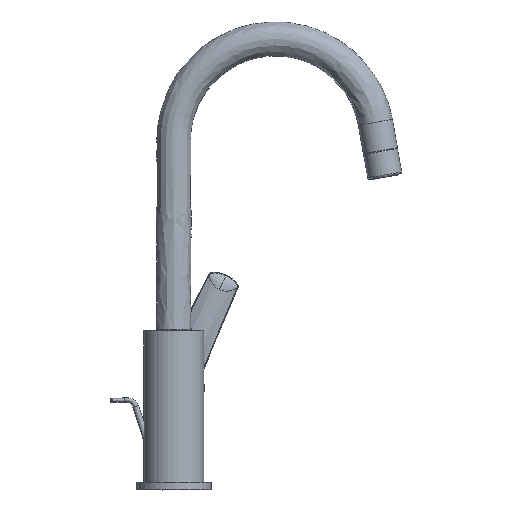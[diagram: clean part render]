
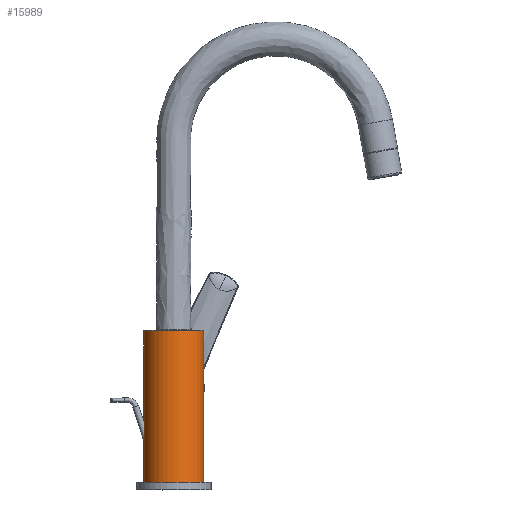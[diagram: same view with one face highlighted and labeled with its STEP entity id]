
A CAD part, front view. The second image highlights one B-rep face of the part: STEP entity #15989.
In plain terms, the highlighted cylindrical face has radius 20 mm (diameter 40 mm), a full revolution.
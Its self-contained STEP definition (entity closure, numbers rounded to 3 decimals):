
#3663=ELLIPSE('',#18716,32.016,20.);
#3665=ELLIPSE('',#18718,32.016,20.);
#3890=CYLINDRICAL_SURFACE('',#18723,20.);
#4146=ORIENTED_EDGE('',*,*,#8172,.T.);
#4147=ORIENTED_EDGE('',*,*,#8177,.F.);
#4148=ORIENTED_EDGE('',*,*,#8173,.T.);
#4149=ORIENTED_EDGE('',*,*,#8175,.T.);
#8172=EDGE_CURVE('',#11276,#11276,#13970,.T.);
#8173=EDGE_CURVE('',#11277,#11278,#3663,.T.);
#8175=EDGE_CURVE('',#11278,#11277,#3665,.F.);
#8177=EDGE_CURVE('',#11279,#11279,#13971,.T.);
#11276=VERTEX_POINT('',#26290);
#11277=VERTEX_POINT('',#26337);
#11278=VERTEX_POINT('',#26338);
#11279=VERTEX_POINT('',#26392);
#13970=CIRCLE('',#18715,20.);
#13971=CIRCLE('',#18724,20.);
#14392=EDGE_LOOP('',(#4146));
#14393=EDGE_LOOP('',(#4147));
#14394=EDGE_LOOP('',(#4148,#4149));
#15074=FACE_BOUND('',#14392,.T.);
#15075=FACE_BOUND('',#14393,.T.);
#15076=FACE_BOUND('',#14394,.T.);
#15989=ADVANCED_FACE('',(#15074,#15075,#15076),#3890,.T.);
#18715=AXIS2_PLACEMENT_3D('',#26289,#19710,#19711);
#18716=AXIS2_PLACEMENT_3D('',#26336,#19712,#19713);
#18718=AXIS2_PLACEMENT_3D('',#26385,#19716,#19717);
#18723=AXIS2_PLACEMENT_3D('',#26390,#19726,#19727);
#18724=AXIS2_PLACEMENT_3D('',#26391,#19728,#19729);
#19710=DIRECTION('',(0.,0.,-1.));
#19711=DIRECTION('',(-1.,0.,0.));
#19712=DIRECTION('',(0.,-0.781,0.625));
#19713=DIRECTION('',(0.,-0.625,-0.781));
#19716=DIRECTION('',(0.,0.781,0.625));
#19717=DIRECTION('',(0.,0.625,-0.781));
#19726=DIRECTION('',(0.,0.,-1.));
#19727=DIRECTION('',(-1.,0.,0.));
#19728=DIRECTION('',(0.,0.,-1.));
#19729=DIRECTION('',(1.,0.,0.));
#26289=CARTESIAN_POINT('',(0.,0.,100.7));
#26290=CARTESIAN_POINT('',(-20.,0.,100.7));
#26336=CARTESIAN_POINT('',(0.,0.,63.));
#26337=CARTESIAN_POINT('',(20.,0.,63.));
#26338=CARTESIAN_POINT('',(-20.,0.,63.));
#26385=CARTESIAN_POINT('',(0.,0.,63.));
#26390=CARTESIAN_POINT('',(0.,0.,101.));
#26391=CARTESIAN_POINT('',(0.,0.,0.));
#26392=CARTESIAN_POINT('',(20.,0.,0.));
